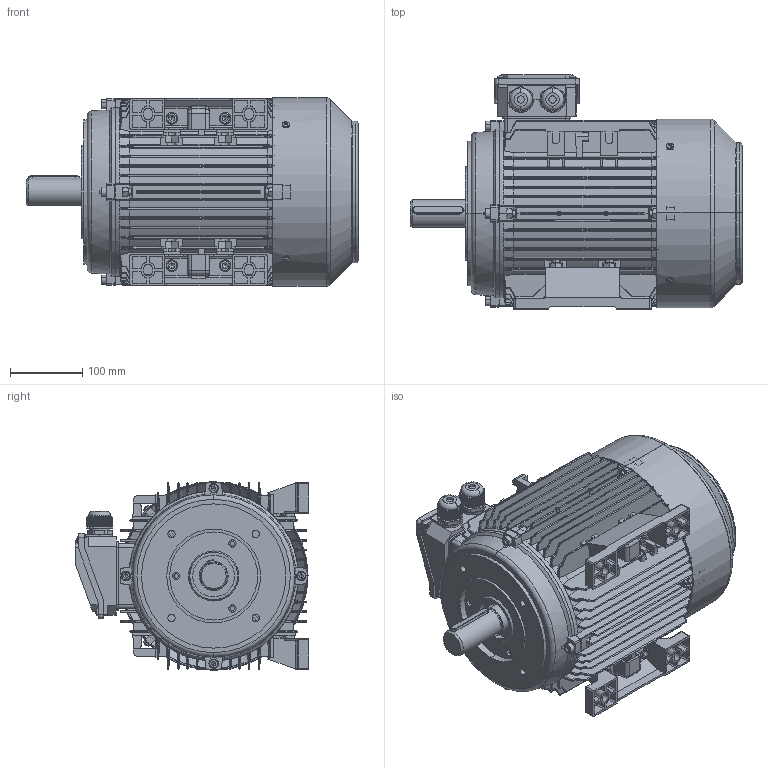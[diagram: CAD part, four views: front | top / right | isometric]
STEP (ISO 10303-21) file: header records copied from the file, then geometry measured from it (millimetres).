
FILE_DESCRIPTION (( 'STEP AP203' ), '1' );
FILE_NAME ('T132S B34蚾饜芞.STEP', '2015-04-08T07:05:07', ( 'USER' ), ( 'MS' ), 'SwSTEP 2.0', 'SolidWorks 2008', '' );
FILE_SCHEMA (( 'CONFIG_CONTROL_DESIGN' ));
Products named in the file (17): T132S B34蚾饜芞; 132风叶_默认; T100-132斜接线盒座_默认; Hexagon socket head cap screws GB_GB_FASTENER_SCREWS_HSHCS M10X30-N; Hexagon nuts grade C GB_GB_FASTENER_NUT_SNC1 M10-N; Cross recessed thread forming screws GB_GB_CROSS_SCREWS_TYPE138 M5X12-N; T132S机壳_默认; T132S底脚_默认; T132S转轴_默认; 112-132出线螺套_默认; TA100-132斜接线盒盖_默认; TA132后盖1_默认; TA132风罩_默认; Plain parallel keys_GB_CONNECTING_PIECE_KEYS_CSK 10X70; Hexagon nuts grade C GB_GB_FASTENER_NUT_SNC1 M8-N; Hexagon socket head cap screws GB_GB_FASTENER_SCREWS_HSHCS M8X35-N; TA132B14法兰1_默认
Assembly tree (45 placements, depth 2):
  T132S B34蚾饜芞
    T132S底脚_默认  x2
    Hexagon nuts grade C GB_GB_FASTENER_NUT_SNC1 M8-N  x8
    T100-132斜接线盒座_默认
    Cross recessed thread forming screws GB_GB_CROSS_SCREWS_TYPE138 M5X12-N  x8
    Hexagon socket head cap screws GB_GB_FASTENER_SCREWS_HSHCS M8X35-N  x8
    TA132后盖1_默认
    T132S机壳_默认
    112-132出线螺套_默认  x2
    T132S转轴_默认
    Hexagon nuts grade C GB_GB_FASTENER_NUT_SNC1 M10-N  x4
    Hexagon socket head cap screws GB_GB_FASTENER_SCREWS_HSHCS M10X30-N  x4
    132风叶_默认
    TA132B14法兰1_默认
    TA132风罩_默认
    Plain parallel keys_GB_CONNECTING_PIECE_KEYS_CSK 10X70
    TA100-132斜接线盒盖_默认
Bounding box: 460 x 324 x 261.49 mm (x, y, z)
Volume: 3460707.4 mm3; surface area: 1751376.1 mm2
Topology: 45 solids, 45 shells, 5657 faces, 15392 edges, 9761 vertices
Faces by surface type: plane 2991, cylinder 1414, bspline 701, cone 373, torus 142, sphere 36
Entity records: 177535 total; most frequent: CARTESIAN_POINT 64026, ORIENTED_EDGE 25312, DIRECTION 20127, EDGE_CURVE 12656, VERTEX_POINT 8123, VECTOR 7023, LINE 7023, AXIS2_PLACEMENT_3D 6552
